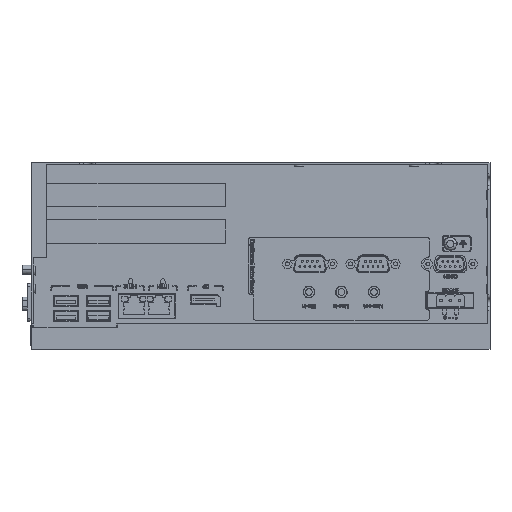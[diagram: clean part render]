
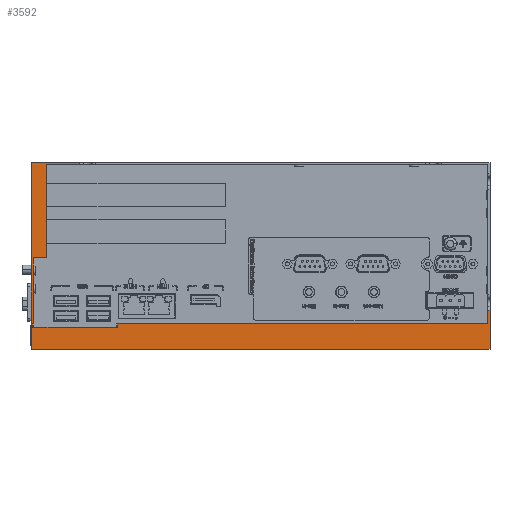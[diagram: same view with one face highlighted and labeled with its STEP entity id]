
A CAD part, front view. The second image highlights one B-rep face of the part: STEP entity #3592.
In plain terms, the highlighted planar face has unit normal (0, -1, 0).
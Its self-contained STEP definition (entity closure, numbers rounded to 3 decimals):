
#3592=ADVANCED_FACE('',(#11024),#11025,.T.);
#11024=FACE_OUTER_BOUND('',#70626,.T.);
#11025=PLANE('',#70627);
#70626=EDGE_LOOP('',(#95310,#95311,#95312,#95313,#95314,#95315,#95316,#95317,#95318,#95319,#95320,#95321,#95322,#95323,#95324,#95325));
#70627=AXIS2_PLACEMENT_3D('',#95326,#95327,#95328);
#95310=ORIENTED_EDGE('',*,*,#96620,.F.);
#95311=ORIENTED_EDGE('',*,*,#105502,.T.);
#95312=ORIENTED_EDGE('',*,*,#96513,.T.);
#95313=ORIENTED_EDGE('',*,*,#97317,.F.);
#95314=ORIENTED_EDGE('',*,*,#104725,.F.);
#95315=ORIENTED_EDGE('',*,*,#104713,.F.);
#95316=ORIENTED_EDGE('',*,*,#104665,.F.);
#95317=ORIENTED_EDGE('',*,*,#98387,.T.);
#95318=ORIENTED_EDGE('',*,*,#98393,.T.);
#95319=ORIENTED_EDGE('',*,*,#104664,.F.);
#95320=ORIENTED_EDGE('',*,*,#98395,.T.);
#95321=ORIENTED_EDGE('',*,*,#104663,.F.);
#95322=ORIENTED_EDGE('',*,*,#104661,.F.);
#95323=ORIENTED_EDGE('',*,*,#104659,.F.);
#95324=ORIENTED_EDGE('',*,*,#104720,.F.);
#95325=ORIENTED_EDGE('',*,*,#104727,.T.);
#95326=CARTESIAN_POINT('',(0.0,-100.5,89.2));
#95327=DIRECTION('',(0.0,-1.0,0.0));
#95328=DIRECTION('',(0.0,0.0,-1.0));
#96513=EDGE_CURVE('',#106514,#106512,#106515,.T.);
#96620=EDGE_CURVE('',#106726,#106698,#106728,.T.);
#97317=EDGE_CURVE('',#107891,#106512,#107893,.T.);
#98387=EDGE_CURVE('',#109626,#109624,#109627,.T.);
#98393=EDGE_CURVE('',#109624,#109636,#109638,.T.);
#98395=EDGE_CURVE('',#109640,#109641,#109642,.F.);
#104659=EDGE_CURVE('',#120099,#120101,#120102,.F.);
#104661=EDGE_CURVE('',#120101,#120104,#120105,.T.);
#104663=EDGE_CURVE('',#120104,#109641,#120107,.T.);
#104664=EDGE_CURVE('',#109640,#109636,#120108,.T.);
#104665=EDGE_CURVE('',#109626,#120109,#120110,.F.);
#104713=EDGE_CURVE('',#120109,#120158,#120159,.T.);
#104720=EDGE_CURVE('',#120167,#120099,#120169,.F.);
#104725=EDGE_CURVE('',#120158,#107891,#120174,.F.);
#104727=EDGE_CURVE('',#120167,#106698,#120176,.F.);
#105502=EDGE_CURVE('',#106726,#106514,#121331,.T.);
#106512=VERTEX_POINT('',#123014);
#106514=VERTEX_POINT('',#123017);
#106515=LINE('',#123018,#123019);
#106698=VERTEX_POINT('',#124757);
#106726=VERTEX_POINT('',#124793);
#106728=LINE('',#124796,#124797);
#107891=VERTEX_POINT('',#130679);
#107893=LINE('',#130681,#130682);
#109624=VERTEX_POINT('',#140143);
#109626=VERTEX_POINT('',#140146);
#109627=LINE('',#140147,#140148);
#109636=VERTEX_POINT('',#140163);
#109638=LINE('',#140166,#140167);
#109640=VERTEX_POINT('',#140172);
#109641=VERTEX_POINT('',#140173);
#109642=LINE('',#140174,#140175);
#120099=VERTEX_POINT('',#184820);
#120101=VERTEX_POINT('',#184823);
#120102=LINE('',#184824,#184825);
#120104=VERTEX_POINT('',#184828);
#120105=LINE('',#184829,#184830);
#120107=LINE('',#184833,#184834);
#120108=LINE('',#184835,#184836);
#120109=VERTEX_POINT('',#184837);
#120110=LINE('',#184838,#184839);
#120158=VERTEX_POINT('',#184932);
#120159=LINE('',#184933,#184934);
#120167=VERTEX_POINT('',#184944);
#120169=LINE('',#184946,#184947);
#120174=LINE('',#184954,#184955);
#120176=LINE('',#184957,#184958);
#121331=LINE('',#190604,#190605);
#123014=CARTESIAN_POINT('',(127.0,-100.5,-14.0));
#123017=CARTESIAN_POINT('',(-127.0,-100.5,-14.0));
#123018=CARTESIAN_POINT('',(0.,-100.5,-14.0));
#123019=VECTOR('',#191633,254.0);
#124757=CARTESIAN_POINT('',(-100.05,-100.5,89.2));
#124793=CARTESIAN_POINT('',(-127.0,-100.5,89.2));
#124796=CARTESIAN_POINT('',(-113.525,-100.5,89.2));
#124797=VECTOR('',#191680,26.95);
#130679=CARTESIAN_POINT('',(127.0,-100.5,7.59));
#130681=CARTESIAN_POINT('',(127.0,-100.5,-3.205));
#130682=VECTOR('',#192191,21.59);
#140143=CARTESIAN_POINT('',(-79.0,-100.5,-2.0));
#140146=CARTESIAN_POINT('',(-79.0,-100.5,0.));
#140147=CARTESIAN_POINT('',(-79.0,-100.5,-1.0));
#140148=VECTOR('',#193044,2.);
#140163=CARTESIAN_POINT('',(-126.0,-100.5,-2.0));
#140166=CARTESIAN_POINT('',(-102.5,-100.5,-2.0));
#140167=VECTOR('',#193049,47.0);
#140172=CARTESIAN_POINT('',(-126.0,-100.5,0.));
#140173=CARTESIAN_POINT('',(-125.8,-100.5,0.));
#140174=CARTESIAN_POINT('',(-125.8,-100.5,0.));
#140175=VECTOR('',#193050,0.2);
#184820=CARTESIAN_POINT('',(-118.32,-100.5,88.0));
#184823=CARTESIAN_POINT('',(-118.32,-100.5,36.5));
#184824=CARTESIAN_POINT('',(-118.32,-100.5,62.25));
#184825=VECTOR('',#198223,51.5);
#184828=CARTESIAN_POINT('',(-125.8,-100.5,36.5));
#184829=CARTESIAN_POINT('',(-122.06,-100.5,36.5));
#184830=VECTOR('',#198225,7.48);
#184833=CARTESIAN_POINT('',(-125.8,-100.5,18.25));
#184834=VECTOR('',#198227,36.5);
#184835=CARTESIAN_POINT('',(-126.0,-100.5,-1.0));
#184836=VECTOR('',#198228,2.);
#184837=CARTESIAN_POINT('',(125.8,-100.5,0.));
#184838=CARTESIAN_POINT('',(23.4,-100.5,0.));
#184839=VECTOR('',#198229,204.8);
#184932=CARTESIAN_POINT('',(125.8,-100.5,7.59));
#184933=CARTESIAN_POINT('',(125.8,-100.5,3.795));
#184934=VECTOR('',#198281,7.59);
#184944=CARTESIAN_POINT('',(-100.05,-100.5,88.0));
#184946=CARTESIAN_POINT('',(-109.185,-100.5,88.0));
#184947=VECTOR('',#198296,18.27);
#184954=CARTESIAN_POINT('',(127.06,-100.5,7.59));
#184955=VECTOR('',#198305,1.2);
#184957=CARTESIAN_POINT('',(-100.05,-100.5,89.26));
#184958=VECTOR('',#198309,1.2);
#190604=CARTESIAN_POINT('',(-127.0,-100.5,37.6));
#190605=VECTOR('',#198939,103.2);
#191633=DIRECTION('',(1.0,0.0,0.0));
#191680=DIRECTION('',(1.0,0.0,0.0));
#192191=DIRECTION('',(0.,0.0,-1.0));
#193044=DIRECTION('',(0.,0.0,-1.0));
#193049=DIRECTION('',(-1.0,0.0,0.0));
#193050=DIRECTION('',(-1.0,0.0,0.0));
#198223=DIRECTION('',(0.0,0.0,1.0));
#198225=DIRECTION('',(-1.0,0.0,0.0));
#198227=DIRECTION('',(0.0,0.0,-1.0));
#198228=DIRECTION('',(0.0,0.0,-1.0));
#198229=DIRECTION('',(-1.0,0.0,0.0));
#198281=DIRECTION('',(0.0,0.0,1.0));
#198296=DIRECTION('',(1.0,0.0,0.0));
#198305=DIRECTION('',(-1.0,0.0,0.));
#198309=DIRECTION('',(0.0,0.0,-1.0));
#198939=DIRECTION('',(0.0,0.0,-1.0));
